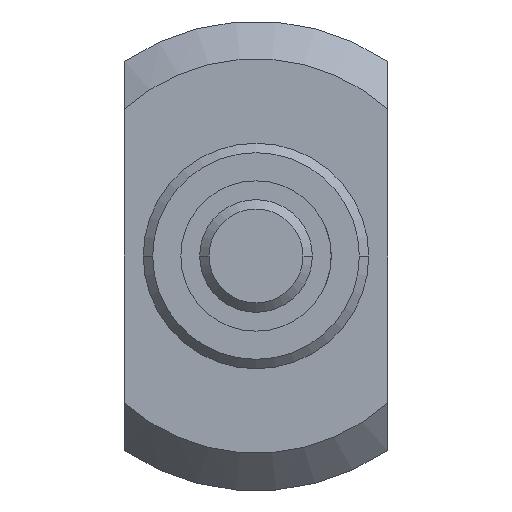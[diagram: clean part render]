
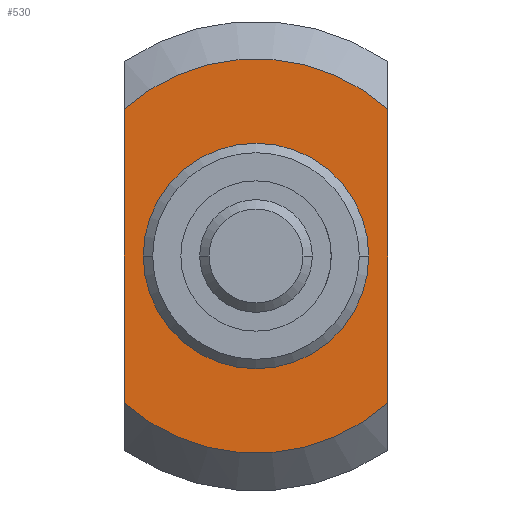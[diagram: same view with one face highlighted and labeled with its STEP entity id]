
A CAD part, front view. The second image highlights one B-rep face of the part: STEP entity #530.
In plain terms, the highlighted planar face has unit normal (0, -1, 0).
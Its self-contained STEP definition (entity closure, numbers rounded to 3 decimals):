
#52 = CIRCLE ( 'NONE', #392, 10.5 ) ;
#108 = CARTESIAN_POINT ( 'NONE',  ( 0., 36.5, 0. ) ) ;
#161 = AXIS2_PLACEMENT_3D ( 'NONE', #684, #861, #1041 ) ;
#164 = CIRCLE ( 'NONE', #634, 6. ) ;
#187 = DIRECTION ( 'NONE',  ( 0., -1., 0. ) ) ;
#202 = EDGE_CURVE ( 'NONE', #233, #1100, #412, .T. ) ;
#210 = FACE_BOUND ( 'NONE', #884, .T. ) ;
#226 = CARTESIAN_POINT ( 'NONE',  ( 6., 36.5, 0. ) ) ;
#233 = VERTEX_POINT ( 'NONE', #695 ) ;
#276 = DIRECTION ( 'NONE',  ( 0., 0., 1. ) ) ;
#277 = LINE ( 'NONE', #368, #672 ) ;
#287 = DIRECTION ( 'NONE',  ( 1., 0., 0. ) ) ;
#299 = CARTESIAN_POINT ( 'NONE',  ( -6., 36.5, 0. ) ) ;
#335 = CARTESIAN_POINT ( 'NONE',  ( -7., 36.5, -7.826 ) ) ;
#356 = CARTESIAN_POINT ( 'NONE',  ( -7., 36.5, -10.356 ) ) ;
#366 = DIRECTION ( 'NONE',  ( 0., 0., -1. ) ) ;
#368 = CARTESIAN_POINT ( 'NONE',  ( 7., 36.5, -10.356 ) ) ;
#392 = AXIS2_PLACEMENT_3D ( 'NONE', #1152, #1053, #790 ) ;
#393 = CIRCLE ( 'NONE', #781, 6. ) ;
#412 = CIRCLE ( 'NONE', #161, 10.5 ) ;
#452 = PLANE ( 'NONE',  #641 ) ;
#461 = CARTESIAN_POINT ( 'NONE',  ( 12.5, 36.5, 0. ) ) ;
#462 = CARTESIAN_POINT ( 'NONE',  ( 7., 36.5, -7.826 ) ) ;
#504 = EDGE_CURVE ( 'NONE', #1100, #821, #587, .T. ) ;
#530 = ADVANCED_FACE ( 'NONE', ( #555, #210 ), #452, .T. ) ;
#555 = FACE_OUTER_BOUND ( 'NONE', #973, .T. ) ;
#566 = CARTESIAN_POINT ( 'NONE',  ( -7., 36.5, 7.826 ) ) ;
#569 = EDGE_CURVE ( 'NONE', #821, #928, #52, .T. ) ;
#587 = LINE ( 'NONE', #356, #772 ) ;
#634 = AXIS2_PLACEMENT_3D ( 'NONE', #663, #187, #847 ) ;
#641 = AXIS2_PLACEMENT_3D ( 'NONE', #461, #753, #1107 ) ;
#660 = VERTEX_POINT ( 'NONE', #226 ) ;
#663 = CARTESIAN_POINT ( 'NONE',  ( 0., 36.5, 0. ) ) ;
#672 = VECTOR ( 'NONE', #276, 1000. ) ;
#684 = CARTESIAN_POINT ( 'NONE',  ( 0., 36.5, 0. ) ) ;
#695 = CARTESIAN_POINT ( 'NONE',  ( 7., 36.5, 7.826 ) ) ;
#697 = ORIENTED_EDGE ( 'NONE', *, *, #935, .T. ) ;
#753 = DIRECTION ( 'NONE',  ( 0., -1., 0. ) ) ;
#772 = VECTOR ( 'NONE', #366, 1000. ) ;
#776 = ORIENTED_EDGE ( 'NONE', *, *, #202, .T. ) ;
#781 = AXIS2_PLACEMENT_3D ( 'NONE', #108, #838, #287 ) ;
#782 = ORIENTED_EDGE ( 'NONE', *, *, #1129, .F. ) ;
#790 = DIRECTION ( 'NONE',  ( 1., 0., 0. ) ) ;
#821 = VERTEX_POINT ( 'NONE', #335 ) ;
#838 = DIRECTION ( 'NONE',  ( 0., -1., 0. ) ) ;
#847 = DIRECTION ( 'NONE',  ( 1., 0., 0. ) ) ;
#861 = DIRECTION ( 'NONE',  ( 0., -1., 0. ) ) ;
#884 = EDGE_LOOP ( 'NONE', ( #782, #1083 ) ) ;
#928 = VERTEX_POINT ( 'NONE', #462 ) ;
#935 = EDGE_CURVE ( 'NONE', #928, #233, #277, .T. ) ;
#973 = EDGE_LOOP ( 'NONE', ( #697, #776, #1001, #1084 ) ) ;
#1001 = ORIENTED_EDGE ( 'NONE', *, *, #504, .T. ) ;
#1041 = DIRECTION ( 'NONE',  ( 1., 0., 0. ) ) ;
#1053 = DIRECTION ( 'NONE',  ( 0., -1., 0. ) ) ;
#1060 = EDGE_CURVE ( 'NONE', #1124, #660, #164, .T. ) ;
#1083 = ORIENTED_EDGE ( 'NONE', *, *, #1060, .F. ) ;
#1084 = ORIENTED_EDGE ( 'NONE', *, *, #569, .T. ) ;
#1100 = VERTEX_POINT ( 'NONE', #566 ) ;
#1107 = DIRECTION ( 'NONE',  ( 1., 0., 0. ) ) ;
#1124 = VERTEX_POINT ( 'NONE', #299 ) ;
#1129 = EDGE_CURVE ( 'NONE', #660, #1124, #393, .T. ) ;
#1152 = CARTESIAN_POINT ( 'NONE',  ( 0., 36.5, 0. ) ) ;
